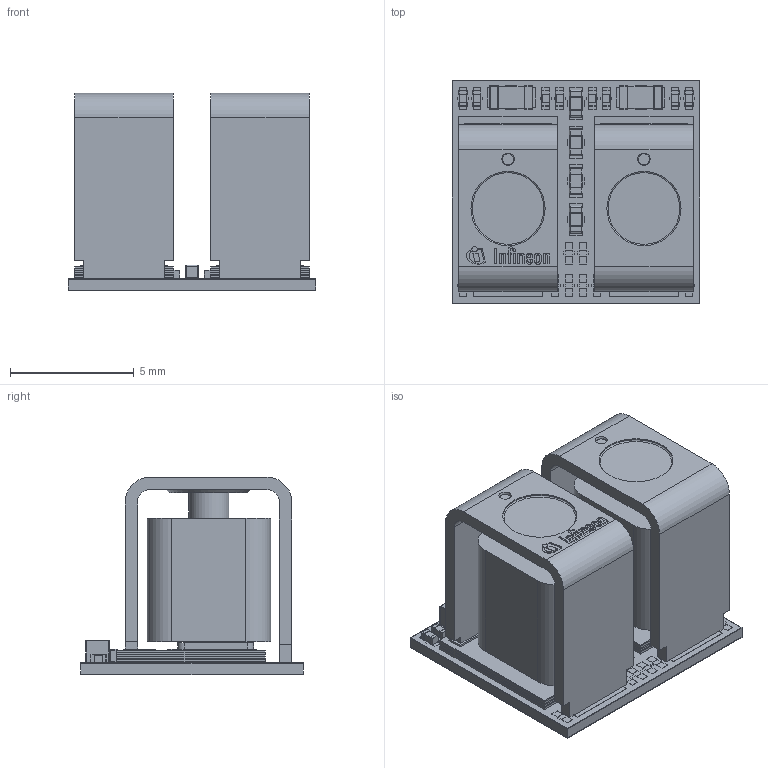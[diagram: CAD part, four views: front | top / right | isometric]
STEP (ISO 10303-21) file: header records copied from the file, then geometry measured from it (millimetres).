
FILE_DESCRIPTION(/* description */ (''),/* implementation_level */ '2;1');
FILE_NAME(/* name */ 'LG-MLGA-72-6_Z8B00250654_V03_3D.stp',/* time_stamp */ '2024-07-31T16:05:22+05:30',/* author */ ('sivamani'),/* organization */ (''),/* preprocessor_version */ 'ST-DEVELOPER v19.2',/* originating_system */ 'AutoCAD Mechanical',/* authorisation */ '');
FILE_SCHEMA (('AUTOMOTIVE_DESIGN { 1 0 10303 214 3 1 1 }'));
Products named in the file (1): Product
Bounding box: 10 x 9 x 8.01 mm (x, y, z)
Volume: 311.3 mm3; surface area: 1915.2 mm2
Topology: 223 solids, 223 shells, 2519 faces, 5711 edges, 3492 vertices
Faces by surface type: plane 1845, cylinder 422, sphere 192, torus 34, bspline 24, cone 2
Full cylindrical faces by diameter (mm): 0.107 x1, 0.219 x1, 1.62 x2, 3 x2
Entity records: 68256 total; most frequent: CARTESIAN_POINT 12331, DIRECTION 11303, ORIENTED_EDGE 11118, EDGE_CURVE 5559, LINE 4527, VECTOR 4527, VERTEX_POINT 3492, AXIS2_PLACEMENT_3D 3388
